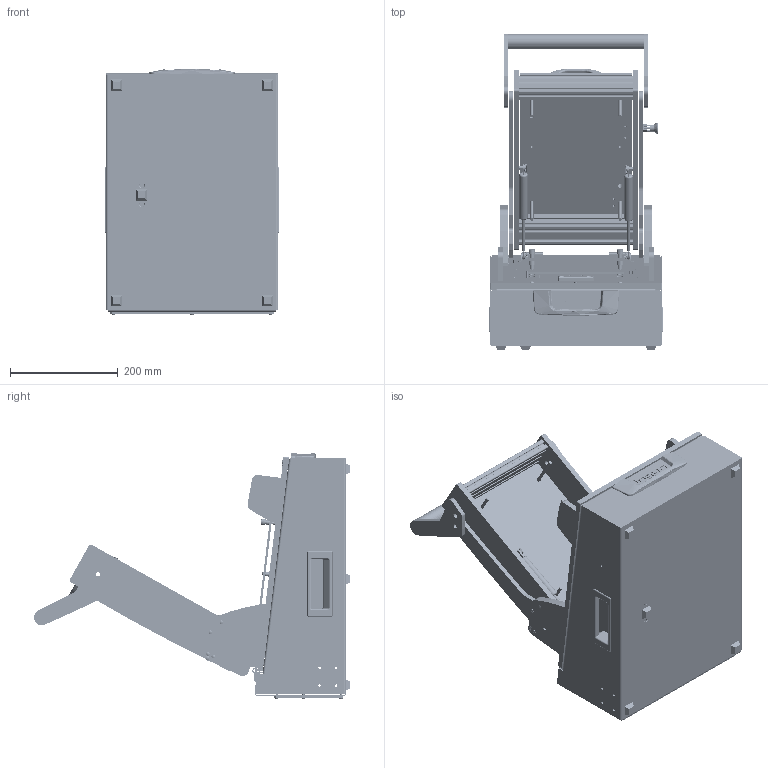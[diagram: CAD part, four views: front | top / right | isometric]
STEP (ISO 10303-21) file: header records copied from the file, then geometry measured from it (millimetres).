
FILE_DESCRIPTION (( 'STEP AP214' ), '1' );
FILE_NAME ('INGUN_48590_open.STEP', '2022-12-22T13:53:46', ( '' ), ( '' ), 'SwSTEP 2.0', 'SolidWorks 2021', '' );
FILE_SCHEMA (( 'AUTOMOTIVE_DESIGN' ));
Length unit declared in the file: millimetre
Products named in the file (105): 35662~11_S; 57801~2_S; 48378~5_S; DIN7991~n_M05,0x012; 34328~1_S; 45885~2; SKB-II~-s-k-i-i_M4,0x65 St; DIN985-A2~n_M05,0; DIN6325~n_06,0m6x012; DIN6325~n_04,0m6x014; DIN934~n_M05,0; ISO7380~n_M04,0x020; 114566~0_S; DIN7991~n_M05,0x016; 48860~1_KUNDE offen<S>; 48509~2_S; 20902~0; 46008~4; 38564~0; K_02038~0; 32334~6; 109950~0_KUNDE<S>; 2281~0_180ø<Standard>; DIN6325~n_04,0m6x016; ISO7380~n_M04,0x016; ISO7380~n_M05,0x016; 112086~2_S; 41367~6_S; 53031~0_S; 30758_01~0_S; 31765~4_S; 45899~2_S; 45884~3_S; 45716~1_flexibel <S>; 41369~1_S; K_02037~0_Standard ohne Dyn Punkt<Standard>; 113165~0_S; 21332_02~0; DIN6325~n_03,0m6x016; 39893~3_KUNDE<S> ...
Assembly tree (220 placements, depth 7):
  INGUN_48590_open
    48860~1_KUNDE offen<S>
      31765~4_S
        32334~6
        30758~0_S  x2
          30758_01~0_S
          30758_02~0_S
          38564~0
        20902~0
        21332~0_MA 2112<Standard>
          21332_02~0
          21332_01~0
        31767~3_S
        2720~0  x5
        53032~0_S
        32171~0_S
        35334~0_S
        ISO7380~n_M04,0x012  x4
        32462~0_S
        8804~0
        DIN7991~n_M05,0x016
        DIN7991~n_M05,0x012  x2
        DIN985-A2~n_M05,0  x3
        DIN125~n_05,3 M05,0 Fase  x2
      48372~5_KUNDE offen<S>
        48377~6_KUNDE<S>
          53836~2_KUNDE<S>
          53837~3_KUNDE<S>
          34328~1_S  x2
          57808~0_S
          57809~0_mit Lehre gebohrt<S>
          3381~0  x2
          ISO7380~n_M04,0x020
          ISO7380~n_M04,0x016
          DIN125~n_06,4 M06,0 Fase  x2
          57801~2_S  x2
          49317~0  x2
        48378~5_S
          36174~15
          48381~0_S
          35662~11_S
          35663~9_S
          48509~2_S
          2281~0_180ø<Standard>  x2
            2281~0
          112064~0_S  x2
          53031~0_S
          114566~0_S  x2
            112087~1_S
              111995~1_S
              112086~2_S
              DIN125~n_05,3 M05,0 Fase
            49317~0
            DIN912~n_M04,0x016
            DIN125~n_04,3 M04,0
            DIN125~n_06,4 M06,0 Fase
          DIN7991~n_M05,0x016  x10
          DIN7991~n_M05,0x020  x6
          DIN125~n_05,3 M05,0 Fase  x4
          DIN934~n_M05,0  x4
Bounding box: 324.6 x 587.67 x 458.02 mm (x, y, z)
Volume: 5584817.2 mm3; surface area: 2460310.1 mm2
Topology: 213 solids, 213 shells, 6659 faces, 16583 edges, 10619 vertices
Faces by surface type: plane 2796, cylinder 2573, cone 779, bspline 275, torus 140, sphere 96
Entity records: 131491 total; most frequent: CARTESIAN_POINT 37294, DIRECTION 19011, ORIENTED_EDGE 17952, EDGE_CURVE 8976, AXIS2_PLACEMENT_3D 7099, VERTEX_POINT 5808, VECTOR 4813, LINE 4813
